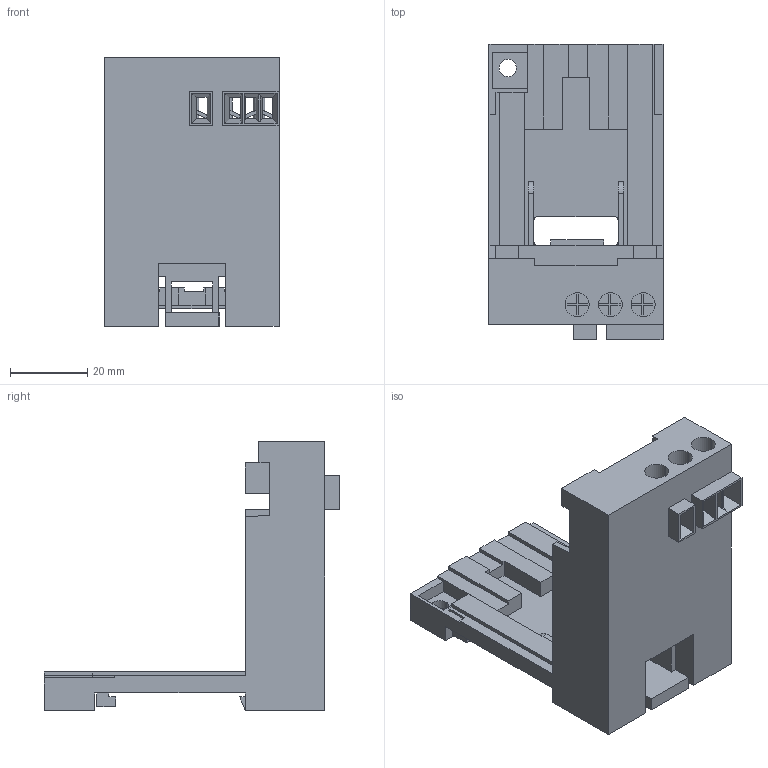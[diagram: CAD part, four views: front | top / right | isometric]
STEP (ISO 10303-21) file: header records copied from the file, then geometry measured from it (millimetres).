
FILE_DESCRIPTION((''),'2;1');
FILE_NAME('LA7K0064','2018-03-27T',('SESA468396'),('Schneider-Electric'),'PRO/ENGINEER BY PARAMETRIC TECHNOLOGY CORPORATION, 2015440','PRO/ENGINEER BY PARAMETRIC TECHNOLOGY CORPORATION, 2015440','');
FILE_SCHEMA(('CONFIG_CONTROL_DESIGN'));
Length unit declared in the file: millimetre
Products named in the file (1): LA7K0064
Bounding box: 45 x 76.4 x 69.5 mm (x, y, z)
Volume: 31045.4 mm3; surface area: 27869.5 mm2
Topology: 1 solids, 1 shells, 296 faces, 878 edges, 576 vertices
Faces by surface type: plane 268, cylinder 28
Entity records: 9872 total; most frequent: CARTESIAN_POINT 1870, ORIENTED_EDGE 1756, DIRECTION 1490, EDGE_CURVE 878, VECTOR 810, LINE 810, VERTEX_POINT 576, AXIS2_PLACEMENT_3D 340
